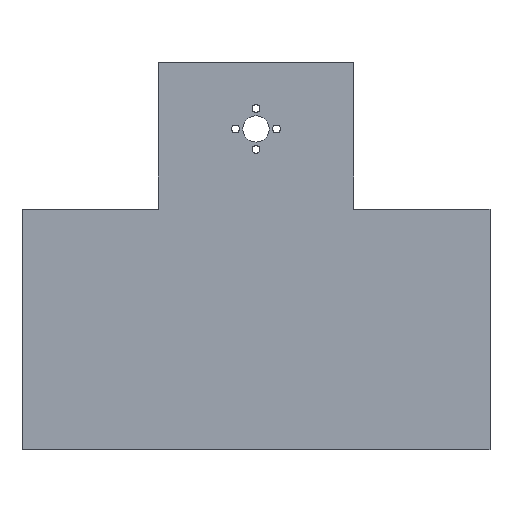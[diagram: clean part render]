
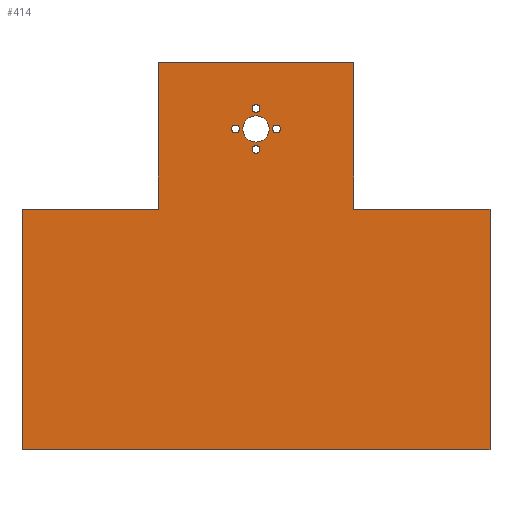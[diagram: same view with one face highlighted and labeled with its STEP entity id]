
A CAD part, left-side view. The second image highlights one B-rep face of the part: STEP entity #414.
In plain terms, the highlighted planar face has unit normal (-1, 0, 0).
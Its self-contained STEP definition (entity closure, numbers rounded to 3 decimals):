
#70=CARTESIAN_POINT('Vertex',(70.35,38.25,23.025)) ;
#73=CARTESIAN_POINT('Line Origine',(70.35,38.25,51.7)) ;
#77=CARTESIAN_POINT('Vertex',(70.35,38.25,80.375)) ;
#254=CARTESIAN_POINT('Vertex',(70.35,91.5,23.025)) ;
#257=CARTESIAN_POINT('Line Origine',(70.35,64.875,23.025)) ;
#269=CARTESIAN_POINT('Axis2P3D Location',(70.35,0.,0.)) ;
#274=CARTESIAN_POINT('Line Origine',(70.35,91.5,-23.97)) ;
#278=CARTESIAN_POINT('Vertex',(70.35,91.5,-70.965)) ;
#281=CARTESIAN_POINT('Line Origine',(70.35,0.,-70.965)) ;
#285=CARTESIAN_POINT('Vertex',(70.35,-91.5,-70.965)) ;
#288=CARTESIAN_POINT('Line Origine',(70.35,-91.5,-23.97)) ;
#292=CARTESIAN_POINT('Vertex',(70.35,-91.5,23.025)) ;
#295=CARTESIAN_POINT('Line Origine',(70.35,-64.875,23.025)) ;
#299=CARTESIAN_POINT('Vertex',(70.35,-38.25,23.025)) ;
#302=CARTESIAN_POINT('Line Origine',(70.35,-38.25,51.7)) ;
#306=CARTESIAN_POINT('Vertex',(70.35,-38.25,80.375)) ;
#309=CARTESIAN_POINT('Line Origine',(70.35,0.,80.375)) ;
#324=CARTESIAN_POINT('Axis2P3D Location',(70.35,0.,54.375)) ;
#328=CARTESIAN_POINT('Vertex',(70.35,5.125,54.375)) ;
#330=CARTESIAN_POINT('Vertex',(70.35,-5.125,54.375)) ;
#333=CARTESIAN_POINT('Axis2P3D Location',(70.35,0.,54.375)) ;
#342=CARTESIAN_POINT('Axis2P3D Location',(70.35,0.,62.375)) ;
#346=CARTESIAN_POINT('Vertex',(70.35,1.55,62.375)) ;
#348=CARTESIAN_POINT('Vertex',(70.35,-1.55,62.375)) ;
#351=CARTESIAN_POINT('Axis2P3D Location',(70.35,0.,62.375)) ;
#360=CARTESIAN_POINT('Axis2P3D Location',(70.35,8.,54.375)) ;
#364=CARTESIAN_POINT('Vertex',(70.35,8.,52.825)) ;
#366=CARTESIAN_POINT('Vertex',(70.35,8.,55.925)) ;
#369=CARTESIAN_POINT('Axis2P3D Location',(70.35,8.,54.375)) ;
#378=CARTESIAN_POINT('Axis2P3D Location',(70.35,0.,46.375)) ;
#382=CARTESIAN_POINT('Vertex',(70.35,-1.55,46.375)) ;
#384=CARTESIAN_POINT('Vertex',(70.35,1.55,46.375)) ;
#387=CARTESIAN_POINT('Axis2P3D Location',(70.35,0.,46.375)) ;
#396=CARTESIAN_POINT('Axis2P3D Location',(70.35,-8.,54.375)) ;
#400=CARTESIAN_POINT('Vertex',(70.35,-8.,55.925)) ;
#402=CARTESIAN_POINT('Vertex',(70.35,-8.,52.825)) ;
#405=CARTESIAN_POINT('Axis2P3D Location',(70.35,-8.,54.375)) ;
#74=DIRECTION('Vector Direction',(0.,0.,-1.)) ;
#258=DIRECTION('Vector Direction',(0.,1.,0.)) ;
#270=DIRECTION('Axis2P3D Direction',(-1.,0.,0.)) ;
#271=DIRECTION('Axis2P3D XDirection',(0.,-1.,0.)) ;
#275=DIRECTION('Vector Direction',(0.,0.,-1.)) ;
#282=DIRECTION('Vector Direction',(0.,1.,0.)) ;
#289=DIRECTION('Vector Direction',(0.,0.,1.)) ;
#296=DIRECTION('Vector Direction',(0.,-1.,0.)) ;
#303=DIRECTION('Vector Direction',(0.,0.,-1.)) ;
#310=DIRECTION('Vector Direction',(0.,-1.,0.)) ;
#325=DIRECTION('Axis2P3D Direction',(-1.,0.,0.)) ;
#334=DIRECTION('Axis2P3D Direction',(-1.,0.,0.)) ;
#343=DIRECTION('Axis2P3D Direction',(-1.,0.,0.)) ;
#352=DIRECTION('Axis2P3D Direction',(-1.,0.,0.)) ;
#361=DIRECTION('Axis2P3D Direction',(-1.,0.,0.)) ;
#370=DIRECTION('Axis2P3D Direction',(-1.,0.,0.)) ;
#379=DIRECTION('Axis2P3D Direction',(-1.,0.,0.)) ;
#388=DIRECTION('Axis2P3D Direction',(-1.,0.,0.)) ;
#397=DIRECTION('Axis2P3D Direction',(-1.,0.,0.)) ;
#406=DIRECTION('Axis2P3D Direction',(-1.,0.,0.)) ;
#272=AXIS2_PLACEMENT_3D('Plane Axis2P3D',#269,#270,#271) ;
#326=AXIS2_PLACEMENT_3D('Circle Axis2P3D',#324,#325,$) ;
#335=AXIS2_PLACEMENT_3D('Circle Axis2P3D',#333,#334,$) ;
#344=AXIS2_PLACEMENT_3D('Circle Axis2P3D',#342,#343,$) ;
#353=AXIS2_PLACEMENT_3D('Circle Axis2P3D',#351,#352,$) ;
#362=AXIS2_PLACEMENT_3D('Circle Axis2P3D',#360,#361,$) ;
#371=AXIS2_PLACEMENT_3D('Circle Axis2P3D',#369,#370,$) ;
#380=AXIS2_PLACEMENT_3D('Circle Axis2P3D',#378,#379,$) ;
#389=AXIS2_PLACEMENT_3D('Circle Axis2P3D',#387,#388,$) ;
#398=AXIS2_PLACEMENT_3D('Circle Axis2P3D',#396,#397,$) ;
#407=AXIS2_PLACEMENT_3D('Circle Axis2P3D',#405,#406,$) ;
#315=ORIENTED_EDGE('',*,*,#79,.T.) ;
#316=ORIENTED_EDGE('',*,*,#261,.T.) ;
#317=ORIENTED_EDGE('',*,*,#280,.T.) ;
#318=ORIENTED_EDGE('',*,*,#287,.T.) ;
#319=ORIENTED_EDGE('',*,*,#294,.T.) ;
#320=ORIENTED_EDGE('',*,*,#301,.T.) ;
#321=ORIENTED_EDGE('',*,*,#308,.T.) ;
#322=ORIENTED_EDGE('',*,*,#313,.T.) ;
#339=ORIENTED_EDGE('',*,*,#332,.F.) ;
#340=ORIENTED_EDGE('',*,*,#337,.F.) ;
#357=ORIENTED_EDGE('',*,*,#350,.F.) ;
#358=ORIENTED_EDGE('',*,*,#355,.F.) ;
#375=ORIENTED_EDGE('',*,*,#368,.F.) ;
#376=ORIENTED_EDGE('',*,*,#373,.F.) ;
#393=ORIENTED_EDGE('',*,*,#386,.F.) ;
#394=ORIENTED_EDGE('',*,*,#391,.F.) ;
#411=ORIENTED_EDGE('',*,*,#404,.F.) ;
#412=ORIENTED_EDGE('',*,*,#409,.F.) ;
#341=FACE_BOUND('',#338,.T.) ;
#359=FACE_BOUND('',#356,.T.) ;
#377=FACE_BOUND('',#374,.T.) ;
#395=FACE_BOUND('',#392,.T.) ;
#413=FACE_BOUND('',#410,.T.) ;
#75=VECTOR('Line Direction',#74,1.) ;
#259=VECTOR('Line Direction',#258,1.) ;
#276=VECTOR('Line Direction',#275,1.) ;
#283=VECTOR('Line Direction',#282,1.) ;
#290=VECTOR('Line Direction',#289,1.) ;
#297=VECTOR('Line Direction',#296,1.) ;
#304=VECTOR('Line Direction',#303,1.) ;
#311=VECTOR('Line Direction',#310,1.) ;
#414=ADVANCED_FACE('PartBody',(#323,#341,#359,#377,#395,#413),#273,.T.) ;
#327=CIRCLE('generated circle',#326,5.125) ;
#336=CIRCLE('generated circle',#335,5.125) ;
#345=CIRCLE('generated circle',#344,1.55) ;
#354=CIRCLE('generated circle',#353,1.55) ;
#363=CIRCLE('generated circle',#362,1.55) ;
#372=CIRCLE('generated circle',#371,1.55) ;
#381=CIRCLE('generated circle',#380,1.55) ;
#390=CIRCLE('generated circle',#389,1.55) ;
#399=CIRCLE('generated circle',#398,1.55) ;
#408=CIRCLE('generated circle',#407,1.55) ;
#79=EDGE_CURVE('',#78,#71,#76,.T.) ;
#261=EDGE_CURVE('',#71,#255,#260,.T.) ;
#280=EDGE_CURVE('',#255,#279,#277,.T.) ;
#287=EDGE_CURVE('',#279,#286,#284,.F.) ;
#294=EDGE_CURVE('',#286,#293,#291,.T.) ;
#301=EDGE_CURVE('',#293,#300,#298,.F.) ;
#308=EDGE_CURVE('',#300,#307,#305,.F.) ;
#313=EDGE_CURVE('',#307,#78,#312,.F.) ;
#332=EDGE_CURVE('',#329,#331,#327,.T.) ;
#337=EDGE_CURVE('',#331,#329,#336,.T.) ;
#350=EDGE_CURVE('',#347,#349,#345,.T.) ;
#355=EDGE_CURVE('',#349,#347,#354,.T.) ;
#368=EDGE_CURVE('',#365,#367,#363,.T.) ;
#373=EDGE_CURVE('',#367,#365,#372,.T.) ;
#386=EDGE_CURVE('',#383,#385,#381,.T.) ;
#391=EDGE_CURVE('',#385,#383,#390,.T.) ;
#404=EDGE_CURVE('',#401,#403,#399,.T.) ;
#409=EDGE_CURVE('',#403,#401,#408,.T.) ;
#314=EDGE_LOOP('',(#315,#316,#317,#318,#319,#320,#321,#322)) ;
#338=EDGE_LOOP('',(#339,#340)) ;
#356=EDGE_LOOP('',(#357,#358)) ;
#374=EDGE_LOOP('',(#375,#376)) ;
#392=EDGE_LOOP('',(#393,#394)) ;
#410=EDGE_LOOP('',(#411,#412)) ;
#323=FACE_OUTER_BOUND('',#314,.T.) ;
#76=LINE('Line',#73,#75) ;
#260=LINE('Line',#257,#259) ;
#277=LINE('Line',#274,#276) ;
#284=LINE('Line',#281,#283) ;
#291=LINE('Line',#288,#290) ;
#298=LINE('Line',#295,#297) ;
#305=LINE('Line',#302,#304) ;
#312=LINE('Line',#309,#311) ;
#273=PLANE('Plane',#272) ;
#71=VERTEX_POINT('',#70) ;
#78=VERTEX_POINT('',#77) ;
#255=VERTEX_POINT('',#254) ;
#279=VERTEX_POINT('',#278) ;
#286=VERTEX_POINT('',#285) ;
#293=VERTEX_POINT('',#292) ;
#300=VERTEX_POINT('',#299) ;
#307=VERTEX_POINT('',#306) ;
#329=VERTEX_POINT('',#328) ;
#331=VERTEX_POINT('',#330) ;
#347=VERTEX_POINT('',#346) ;
#349=VERTEX_POINT('',#348) ;
#365=VERTEX_POINT('',#364) ;
#367=VERTEX_POINT('',#366) ;
#383=VERTEX_POINT('',#382) ;
#385=VERTEX_POINT('',#384) ;
#401=VERTEX_POINT('',#400) ;
#403=VERTEX_POINT('',#402) ;
